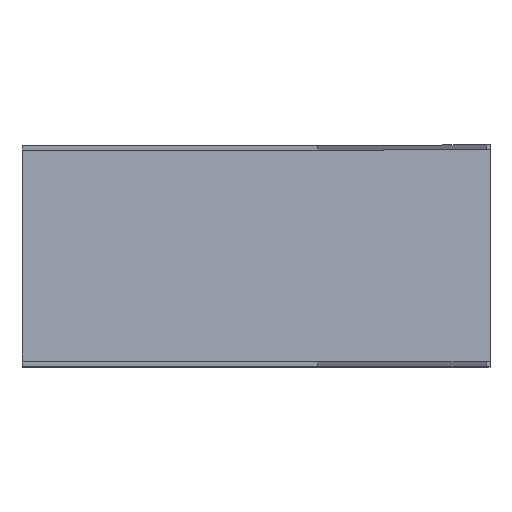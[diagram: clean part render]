
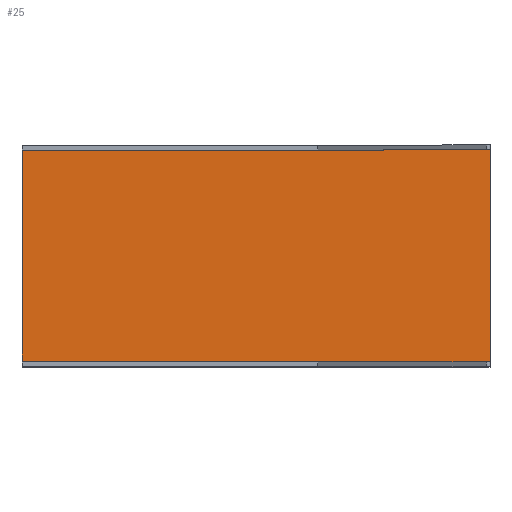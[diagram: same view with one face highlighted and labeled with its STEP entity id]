
A CAD part, top view. The second image highlights one B-rep face of the part: STEP entity #25.
In plain terms, the highlighted planar face has unit normal (0, 0, 1).
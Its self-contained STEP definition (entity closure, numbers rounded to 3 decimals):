
#25=ADVANCED_FACE('',(#49),#365,.T.);
#49=FACE_OUTER_BOUND('',#73,.T.);
#73=EDGE_LOOP('',(#112,#113,#114,#115));
#112=ORIENTED_EDGE('',*,*,#199,.T.);
#113=ORIENTED_EDGE('',*,*,#194,.T.);
#114=ORIENTED_EDGE('',*,*,#201,.T.);
#115=ORIENTED_EDGE('',*,*,#196,.T.);
#194=EDGE_CURVE('',#316,#317,#253,.T.);
#196=EDGE_CURVE('',#318,#319,#255,.T.);
#199=EDGE_CURVE('',#319,#316,#258,.T.);
#201=EDGE_CURVE('',#317,#318,#260,.T.);
#253=B_SPLINE_CURVE_WITH_KNOTS('',1,(#518,#519),.UNSPECIFIED.,.F.,.F.,(2,
2),(0.,190.),.UNSPECIFIED.);
#255=B_SPLINE_CURVE_WITH_KNOTS('',1,(#522,#523),.UNSPECIFIED.,.F.,.F.,(2,
2),(-194.,-4.),.UNSPECIFIED.);
#258=B_SPLINE_CURVE_WITH_KNOTS('',1,(#528,#529),.UNSPECIFIED.,.F.,.F.,(2,
2),(-90.,0.),.UNSPECIFIED.);
#260=B_SPLINE_CURVE_WITH_KNOTS('',1,(#532,#533),.UNSPECIFIED.,.F.,.F.,(2,
2),(-90.,0.),.UNSPECIFIED.);
#316=VERTEX_POINT('',#514);
#317=VERTEX_POINT('',#515);
#318=VERTEX_POINT('',#516);
#319=VERTEX_POINT('',#517);
#365=PLANE('',#466);
#466=AXIS2_PLACEMENT_3D('',#509,#483,$);
#483=DIRECTION('',(0.,0.,1.));
#509=CARTESIAN_POINT('',(0.,45.,4.));
#514=CARTESIAN_POINT('',(0.,-45.,4.));
#515=CARTESIAN_POINT('',(190.,-45.,4.));
#516=CARTESIAN_POINT('',(190.,45.,4.));
#517=CARTESIAN_POINT('',(0.,45.,4.));
#518=CARTESIAN_POINT('',(0.,-45.,4.));
#519=CARTESIAN_POINT('',(190.,-45.,4.));
#522=CARTESIAN_POINT('',(190.,45.,4.));
#523=CARTESIAN_POINT('',(0.,45.,4.));
#528=CARTESIAN_POINT('',(0.,45.,4.));
#529=CARTESIAN_POINT('',(0.,-45.,4.));
#532=CARTESIAN_POINT('',(190.,-45.,4.));
#533=CARTESIAN_POINT('',(190.,45.,4.));
